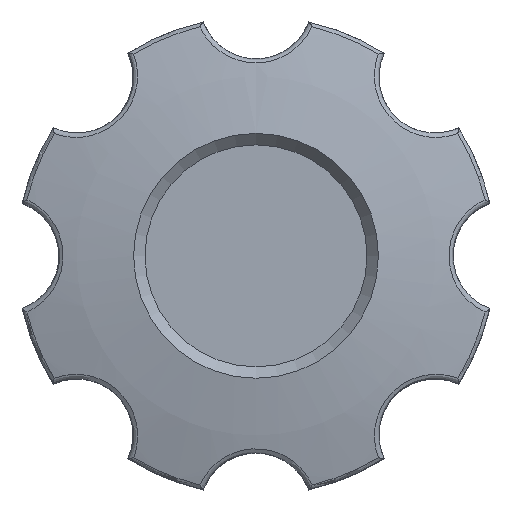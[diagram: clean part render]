
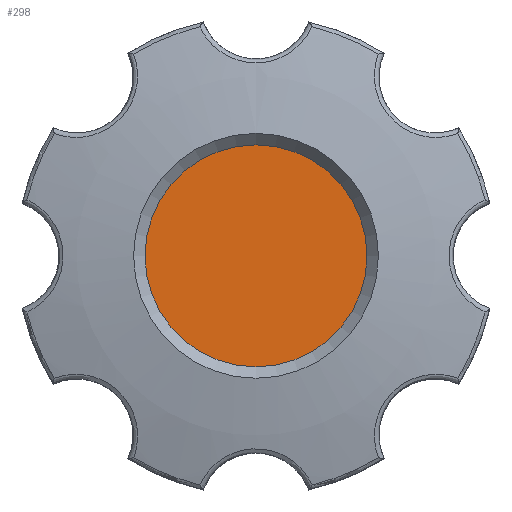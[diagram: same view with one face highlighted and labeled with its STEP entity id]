
A CAD part, top view. The second image highlights one B-rep face of the part: STEP entity #298.
In plain terms, the highlighted planar face has unit normal (0, 0, 1).
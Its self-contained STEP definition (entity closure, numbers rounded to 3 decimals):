
#298 = ADVANCED_FACE( '', ( #618 ), #619, .F. );
#618 = FACE_OUTER_BOUND( '', #3149, .T. );
#619 = PLANE( '', #3150 );
#3149 = EDGE_LOOP( '', ( #4221 ) );
#3150 = AXIS2_PLACEMENT_3D( '', #4222, #4223, #4224 );
#4221 = ORIENTED_EDGE( '', *, *, #4469, .T. );
#4222 = CARTESIAN_POINT( '', ( 0., 10.416, 25.107 ) );
#4223 = DIRECTION( '', ( 0., 0., -1. ) );
#4224 = DIRECTION( '', ( 0., 1., 0. ) );
#4469 = EDGE_CURVE( '', #4877, #4877, #4878, .T. );
#4877 = VERTEX_POINT( '', #5757 );
#4878 = CIRCLE( '', #5758, 10.416 );
#5757 = CARTESIAN_POINT( '', ( 0., -10.416, 25.107 ) );
#5758 = AXIS2_PLACEMENT_3D( '', #8089, #8090, #8091 );
#8089 = CARTESIAN_POINT( '', ( 0., 0., 25.107 ) );
#8090 = DIRECTION( '', ( 0., 0., 1. ) );
#8091 = DIRECTION( '', ( 0., -1., 0. ) );
